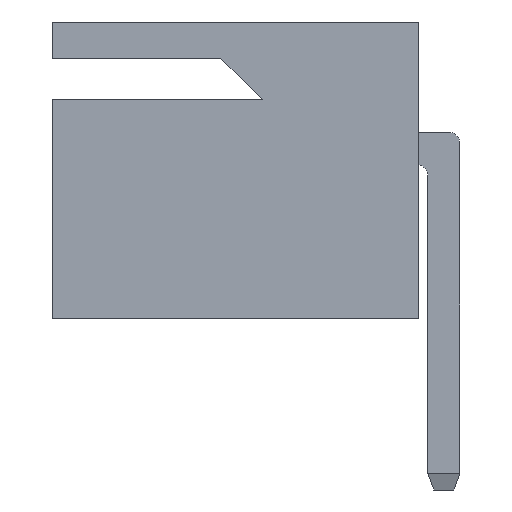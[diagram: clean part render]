
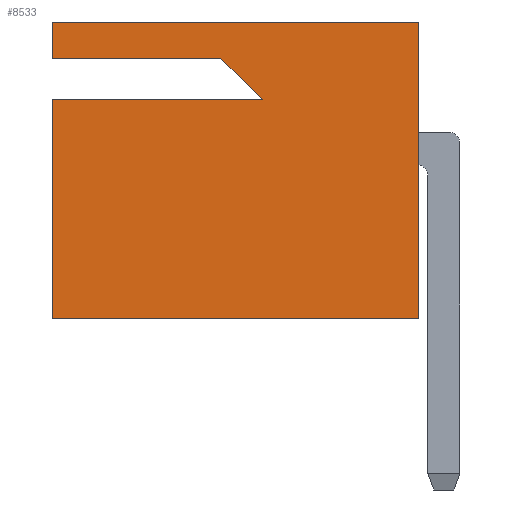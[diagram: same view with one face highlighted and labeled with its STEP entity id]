
A CAD part, left-side view. The second image highlights one B-rep face of the part: STEP entity #8533.
In plain terms, the highlighted planar face has unit normal (-1, 0, 0).
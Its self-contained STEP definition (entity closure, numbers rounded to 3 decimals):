
#679=ORIENTED_EDGE('',*,*,#2389,.T.);
#680=ORIENTED_EDGE('',*,*,#2390,.T.);
#681=ORIENTED_EDGE('',*,*,#2391,.T.);
#682=ORIENTED_EDGE('',*,*,#2305,.T.);
#683=ORIENTED_EDGE('',*,*,#2388,.F.);
#684=ORIENTED_EDGE('',*,*,#2312,.F.);
#685=ORIENTED_EDGE('',*,*,#2259,.T.);
#686=ORIENTED_EDGE('',*,*,#2392,.T.);
#2259=EDGE_CURVE('',#3135,#3134,#3692,.T.);
#2305=EDGE_CURVE('',#3152,#3173,#3738,.T.);
#2312=EDGE_CURVE('',#3135,#3179,#3745,.T.);
#2388=EDGE_CURVE('',#3179,#3173,#3821,.T.);
#2389=EDGE_CURVE('',#3224,#3225,#3822,.T.);
#2390=EDGE_CURVE('',#3225,#3226,#3823,.T.);
#2391=EDGE_CURVE('',#3226,#3152,#3824,.T.);
#2392=EDGE_CURVE('',#3134,#3224,#3825,.T.);
#3134=VERTEX_POINT('',#10757);
#3135=VERTEX_POINT('',#10759);
#3152=VERTEX_POINT('',#10804);
#3173=VERTEX_POINT('',#10847);
#3179=VERTEX_POINT('',#10862);
#3224=VERTEX_POINT('',#11000);
#3225=VERTEX_POINT('',#11001);
#3226=VERTEX_POINT('',#11003);
#3692=LINE('',#10758,#4289);
#3738=LINE('',#10848,#4335);
#3745=LINE('',#10861,#4342);
#3821=LINE('',#10997,#4418);
#3822=LINE('',#10999,#4419);
#3823=LINE('',#11002,#4420);
#3824=LINE('',#11004,#4421);
#3825=LINE('',#11005,#4422);
#4289=VECTOR('',#9407,1000.);
#4335=VECTOR('',#9463,1000.);
#4342=VECTOR('',#9472,1000.);
#4418=VECTOR('',#9578,1000.);
#4419=VECTOR('',#9581,1000.);
#4420=VECTOR('',#9582,1000.);
#4421=VECTOR('',#9583,1000.);
#4422=VECTOR('',#9584,1000.);
#4849=EDGE_LOOP('',(#679,#680,#681,#682,#683,#684,#685,#686));
#5240=FACE_BOUND('',#4849,.T.);
#5631=PLANE('',#8951);
#8533=ADVANCED_FACE('',(#5240),#5631,.T.);
#8951=AXIS2_PLACEMENT_3D('',#10998,#9579,#9580);
#9407=DIRECTION('',(0.,0.,-1.));
#9463=DIRECTION('',(0.,-1.,0.));
#9472=DIRECTION('',(0.,-1.,0.));
#9578=DIRECTION('',(0.,0.,-1.));
#9579=DIRECTION('',(-1.,0.,0.));
#9580=DIRECTION('',(0.,1.,0.));
#9581=DIRECTION('',(0.,-0.707,-0.707));
#9582=DIRECTION('',(0.,1.,0.));
#9583=DIRECTION('',(0.,0.,-1.));
#9584=DIRECTION('',(0.,-1.,0.));
#10757=CARTESIAN_POINT('',(-8.687,7.534,5.131));
#10758=CARTESIAN_POINT('',(-8.687,7.534,5.842));
#10759=CARTESIAN_POINT('',(-8.687,7.534,5.842));
#10804=CARTESIAN_POINT('',(-8.687,7.534,0.));
#10847=CARTESIAN_POINT('',(-8.687,0.32,0.));
#10848=CARTESIAN_POINT('',(-8.687,1.031,0.));
#10861=CARTESIAN_POINT('',(-8.687,1.031,5.842));
#10862=CARTESIAN_POINT('',(-8.687,0.32,5.842));
#10997=CARTESIAN_POINT('',(-8.687,0.32,5.842));
#10998=CARTESIAN_POINT('',(-8.687,1.031,5.842));
#10999=CARTESIAN_POINT('',(-8.687,4.206,5.131));
#11000=CARTESIAN_POINT('',(-8.687,4.206,5.131));
#11001=CARTESIAN_POINT('',(-8.687,3.393,4.318));
#11002=CARTESIAN_POINT('',(-8.687,3.393,4.318));
#11003=CARTESIAN_POINT('',(-8.687,7.534,4.318));
#11004=CARTESIAN_POINT('',(-8.687,7.534,5.842));
#11005=CARTESIAN_POINT('',(-8.687,7.534,5.131));
